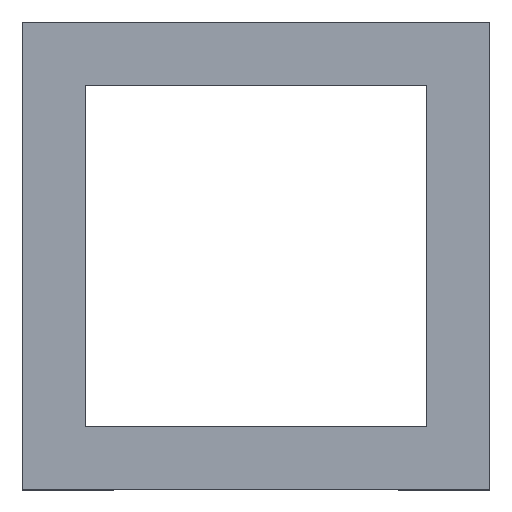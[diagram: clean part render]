
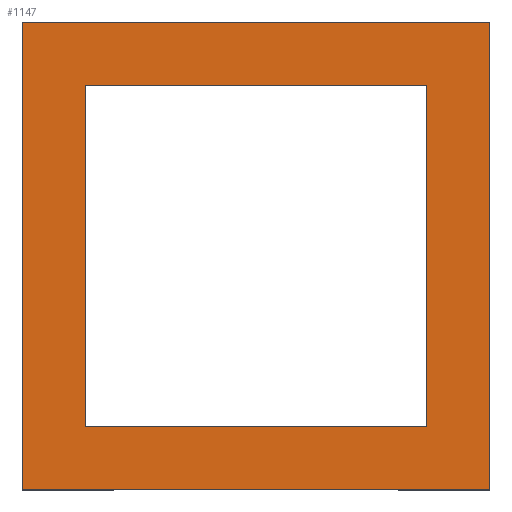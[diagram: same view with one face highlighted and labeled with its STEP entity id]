
A CAD part, top view. The second image highlights one B-rep face of the part: STEP entity #1147.
In plain terms, the highlighted planar face has unit normal (0, 0, 1).
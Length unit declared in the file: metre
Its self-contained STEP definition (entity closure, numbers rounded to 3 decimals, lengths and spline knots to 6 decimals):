
#238=ORIENTED_EDGE('',*,*,#511,.T.);
#239=ORIENTED_EDGE('',*,*,#488,.T.);
#240=ORIENTED_EDGE('',*,*,#500,.F.);
#241=ORIENTED_EDGE('',*,*,#508,.F.);
#242=ORIENTED_EDGE('',*,*,#441,.F.);
#243=ORIENTED_EDGE('',*,*,#456,.F.);
#244=ORIENTED_EDGE('',*,*,#448,.T.);
#245=ORIENTED_EDGE('',*,*,#435,.T.);
#435=EDGE_CURVE('',#603,#602,#705,.T.);
#441=EDGE_CURVE('',#606,#602,#711,.T.);
#448=EDGE_CURVE('',#611,#603,#718,.T.);
#456=EDGE_CURVE('',#611,#606,#726,.T.);
#488=EDGE_CURVE('',#637,#636,#758,.T.);
#500=EDGE_CURVE('',#644,#636,#770,.T.);
#508=EDGE_CURVE('',#645,#644,#778,.T.);
#511=EDGE_CURVE('',#645,#637,#781,.T.);
#602=VERTEX_POINT('',#1693);
#603=VERTEX_POINT('',#1695);
#606=VERTEX_POINT('',#1704);
#611=VERTEX_POINT('',#1718);
#636=VERTEX_POINT('',#1794);
#637=VERTEX_POINT('',#1796);
#644=VERTEX_POINT('',#1818);
#645=VERTEX_POINT('',#1831);
#705=LINE('',#1694,#853);
#711=LINE('',#1706,#859);
#718=LINE('',#1717,#866);
#726=LINE('',#1732,#874);
#758=LINE('',#1795,#906);
#770=LINE('',#1819,#918);
#778=LINE('',#1832,#926);
#781=LINE('',#1836,#929);
#853=VECTOR('',#1344,1.);
#859=VECTOR('',#1352,1.);
#866=VECTOR('',#1361,1.);
#874=VECTOR('',#1371,1.);
#906=VECTOR('',#1425,1.);
#918=VECTOR('',#1445,1.);
#926=VECTOR('',#1461,1.);
#929=VECTOR('',#1466,1.);
#980=EDGE_LOOP('',(#238,#239,#240,#241));
#981=EDGE_LOOP('',(#242,#243,#244,#245));
#1040=FACE_BOUND('',#980,.T.);
#1041=FACE_BOUND('',#981,.T.);
#1099=PLANE('',#1228);
#1147=ADVANCED_FACE('',(#1040,#1041),#1099,.F.);
#1228=AXIS2_PLACEMENT_3D('',#1837,#1467,#1468);
#1344=DIRECTION('',(0.,1.,0.));
#1352=DIRECTION('',(1.,0.,0.));
#1361=DIRECTION('',(1.,0.,0.));
#1371=DIRECTION('',(0.,1.,0.));
#1425=DIRECTION('',(1.,0.,0.));
#1445=DIRECTION('',(0.,1.,0.));
#1461=DIRECTION('',(1.,0.,0.));
#1466=DIRECTION('',(0.,1.,0.));
#1467=DIRECTION('',(0.,0.,-1.));
#1468=DIRECTION('',(1.,0.,0.));
#1693=CARTESIAN_POINT('',(0.0096,0.0096,0.));
#1694=CARTESIAN_POINT('',(0.0096,-0.0096,0.));
#1695=CARTESIAN_POINT('',(0.0096,-0.0096,0.));
#1704=CARTESIAN_POINT('',(-0.0096,0.0096,0.));
#1706=CARTESIAN_POINT('',(-0.0096,0.0096,0.));
#1717=CARTESIAN_POINT('',(-0.0096,-0.0096,0.));
#1718=CARTESIAN_POINT('',(-0.0096,-0.0096,0.));
#1732=CARTESIAN_POINT('',(-0.0096,-0.0096,0.));
#1794=CARTESIAN_POINT('',(0.007,0.007,0.));
#1795=CARTESIAN_POINT('',(-0.0072,0.007,0.));
#1796=CARTESIAN_POINT('',(-0.007,0.007,0.));
#1818=CARTESIAN_POINT('',(0.007,-0.007,0.));
#1819=CARTESIAN_POINT('',(0.007,-0.0096,0.));
#1831=CARTESIAN_POINT('',(-0.007,-0.007,0.));
#1832=CARTESIAN_POINT('',(-0.0072,-0.007,0.));
#1836=CARTESIAN_POINT('',(-0.007,-0.0096,0.));
#1837=CARTESIAN_POINT('',(-0.0096,-0.0096,0.));
